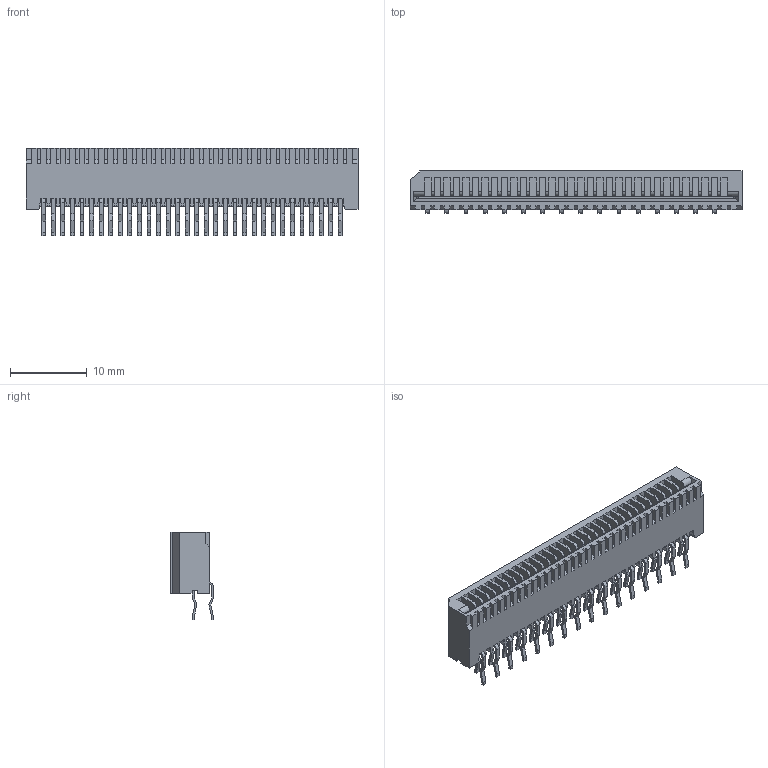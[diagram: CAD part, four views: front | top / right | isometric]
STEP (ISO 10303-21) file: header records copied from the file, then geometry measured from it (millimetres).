
FILE_DESCRIPTION(('STEP AP242'),'1');
FILE_NAME('52045-3245.stp','2022-03-12T21:12:45',('TraceParts'),('TraceParts S.A.'),'Spatial InterOp 3D',' ',' ');
FILE_SCHEMA(('AP242_MANAGED_MODEL_BASED_3D_ENGINEERING_MIM_LF {1 0 10303 442 1 1 4}'));
Length unit declared in the file: millimetre
Products named in the file (1): 52045-3245_1
Bounding box: 43.4 x 5.6 x 11.5 mm (x, y, z)
Volume: 1162.1 mm3; surface area: 2911.1 mm2
Topology: 1 solids, 1 shells, 945 faces, 2806 edges, 1951 vertices
Faces by surface type: plane 880, cylinder 65
Entity records: 31084 total; most frequent: CARTESIAN_POINT 5574, ORIENTED_EDGE 5470, DIRECTION 4890, EDGE_CURVE 2735, LINE 2612, VECTOR 2612, VERTEX_POINT 1809, AXIS2_PLACEMENT_3D 1139
